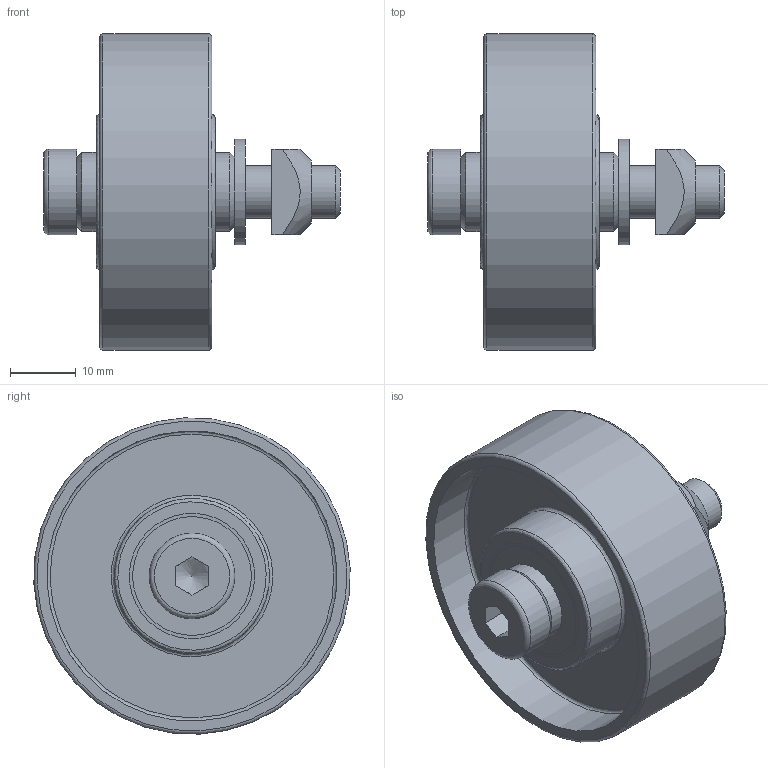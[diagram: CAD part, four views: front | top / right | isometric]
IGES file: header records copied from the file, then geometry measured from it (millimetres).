
Global section: file name: 700111.stp.ipt; native system: Autodesk Inventor 2014; preprocessor: unknown; author: zeman; date: 20151016.102007; units: millimetre
Bounding box: 45 x 47.95 x 47.95 mm (x, y, z)
Volume: 17409.3 mm3; surface area: 16113.5 mm2
Topology: 15 solids, 15 shells, 107 faces, 284 edges, 196 vertices
Faces by surface type: plane 45, revolution 37, cylinder 12, sphere 8, cone 4, bspline 1
Full cylindrical faces by diameter (mm): 8 x1, 12 x2, 13 x1, 14 x2, 16 x1, 19 x2, 23.5 x2, 48 x1
